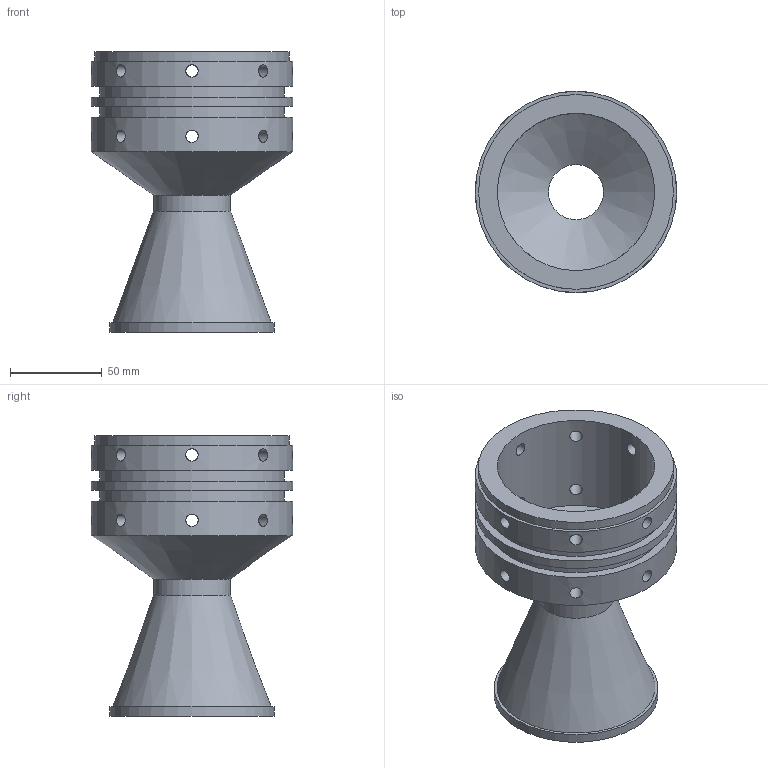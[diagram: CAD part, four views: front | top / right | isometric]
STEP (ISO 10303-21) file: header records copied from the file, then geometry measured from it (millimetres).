
FILE_DESCRIPTION(/* description */ (''),/* implementation_level */ '2;1');
FILE_NAME(/* name */ 'Tuyère V1 SB.step',/* time_stamp */ '2021-01-03T16:11:16+01:00',/* author */ (''),/* organization */ (''),/* preprocessor_version */ 'ST-DEVELOPER v18.1',/* originating_system */ 'Autodesk Translation Framework v9.7.1.1290',/* authorisation */ '');
FILE_SCHEMA (('AUTOMOTIVE_DESIGN { 1 0 10303 214 3 1 1 }'));
Length unit declared in the file: millimetre
Products named in the file (1): Tuyére V2 SB
Bounding box: 109.7 x 109.7 x 152.62 mm (x, y, z)
Volume: 249774.7 mm3; surface area: 93516 mm2
Topology: 1 solids, 1 shells, 37 faces, 122 edges, 89 vertices
Faces by surface type: cylinder 25, plane 8, cone 4
Full cylindrical faces by diameter (mm): 6.75 x16, 42 x1, 85.7 x1, 89.459 x1, 100.7 x2, 106.1 x1, 109.7 x3
Entity records: 2418 total; most frequent: CARTESIAN_POINT 1341, ORIENTED_EDGE 244, DIRECTION 151, EDGE_CURVE 122, VERTEX_POINT 89, EDGE_LOOP 73, B_SPLINE_CURVE_WITH_KNOTS 68, AXIS2_PLACEMENT_3D 59
